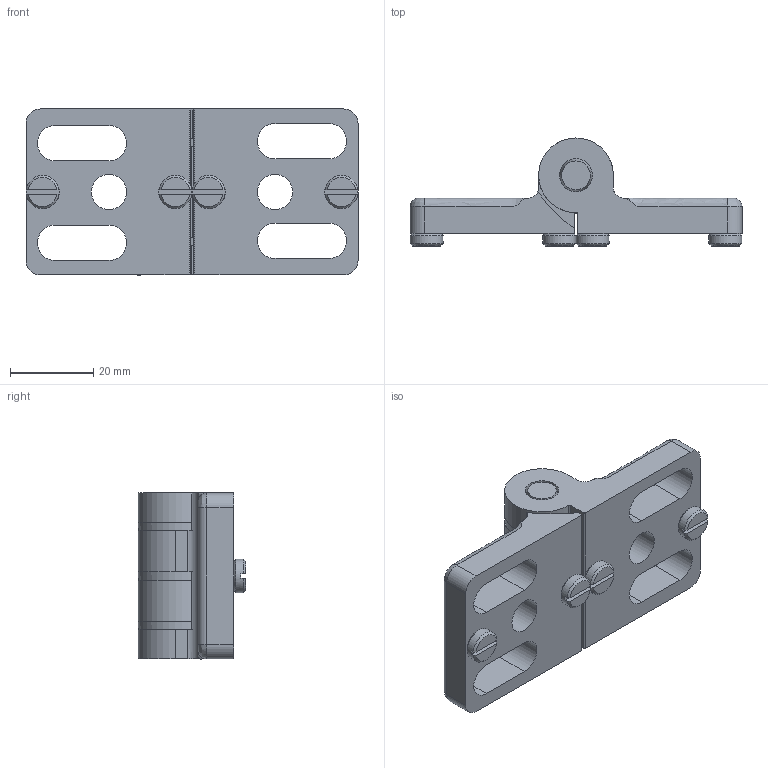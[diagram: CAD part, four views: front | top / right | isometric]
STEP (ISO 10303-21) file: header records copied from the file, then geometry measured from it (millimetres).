
FILE_DESCRIPTION((''),'2;1');
FILE_NAME('SZ0760N_A.stp','2013-08-27T08:36:59',('janine behrens'),(''),'Autodesk Inventor 2012','Autodesk Inventor 2012','');
FILE_SCHEMA(('AUTOMOTIVE_DESIGN { 1 0 10303 214 1 1 1 1 }'));
Length unit declared in the file: millimetre
Products named in the file (5): SZ0760N_A; MK8400010-A; ME2108400_A; ME2108082_A; SS9900V_A
Assembly tree (10 placements, depth 2):
  SZ0760N_A
    MK8400010-A  x2
    ME2108400_A
    ME2108082_A  x3
    SS9900V_A  x4
Bounding box: 80 x 26 x 40 mm (x, y, z)
Volume: 28920.7 mm3; surface area: 17072.8 mm2
Topology: 10 solids, 10 shells, 173 faces, 417 edges, 256 vertices
Faces by surface type: plane 60, cylinder 59, cone 35, torus 11, bspline 8
Full cylindrical faces by diameter (mm): 3.7 x4, 4.134 x4, 5 x4, 7.85 x3, 8 x12, 8.5 x2
Entity records: 2495 total; most frequent: CARTESIAN_POINT 670, DIRECTION 381, ORIENTED_EDGE 292, AXIS2_PLACEMENT_3D 161, EDGE_CURVE 146, EDGE_LOOP 112, VERTEX_POINT 106, CIRCLE 77
